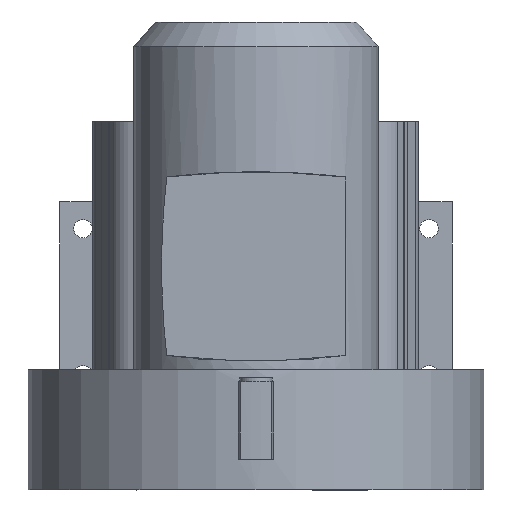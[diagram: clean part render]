
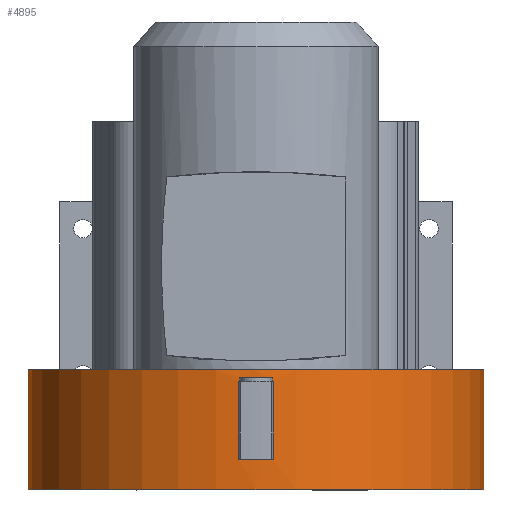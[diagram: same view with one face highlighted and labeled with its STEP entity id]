
A CAD part, front view. The second image highlights one B-rep face of the part: STEP entity #4895.
In plain terms, the highlighted cylindrical face has radius 148.2 mm (diameter 296.4 mm), a partial arc.
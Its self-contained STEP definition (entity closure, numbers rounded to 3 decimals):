
#18=CARTESIAN_POINT('',(0.,0.,
-20.));
#19=DIRECTION('',(0.,0.,1.));
#20=DIRECTION('',(-1.,0.,0.));
#21=AXIS2_PLACEMENT_3D('',#18,#19,#20);
#53=DIRECTION('',(0.,0.,-1.));
#54=VECTOR('',#53,78.1);
#55=CARTESIAN_POINT('',(148.2,0.,58.1));
#56=LINE('',#55,#54);
#266=CARTESIAN_POINT('',(0.,0.,
58.1));
#267=DIRECTION('',(0.,0.,1.));
#268=DIRECTION('',(-1.,0.,0.));
#269=AXIS2_PLACEMENT_3D('',#266,#267,#268);
#437=DIRECTION('',(0.,0.,-1.));
#438=VECTOR('',#437,78.1);
#439=CARTESIAN_POINT('',(-148.2,0.,
58.1));
#440=LINE('',#439,#438);
#441=CARTESIAN_POINT('',(0.,0.,
53.02));
#442=DIRECTION('',(0.,0.,1.));
#443=DIRECTION('',(-0.053,-0.999,0.));
#444=AXIS2_PLACEMENT_3D('',#441,#442,#443);
#446=DIRECTION('',(0.,0.,1.));
#447=VECTOR('',#446,2.5);
#448=CARTESIAN_POINT('',(-7.87,-147.991,50.52));
#449=LINE('',#448,#447);
#450=CARTESIAN_POINT('',(0.,0.,
50.52));
#451=DIRECTION('',(0.,0.,1.));
#452=DIRECTION('',(-0.077,-0.997,0.));
#453=AXIS2_PLACEMENT_3D('',#450,#451,#452);
#455=DIRECTION('',(0.,0.,1.));
#456=VECTOR('',#455,50.52);
#457=CARTESIAN_POINT('',(-11.392,-147.762,
0.));
#458=LINE('',#457,#456);
#459=CARTESIAN_POINT('',(0.,0.,
0.));
#460=DIRECTION('',(0.,0.,1.));
#461=DIRECTION('',(-0.077,-0.997,0.));
#462=AXIS2_PLACEMENT_3D('',#459,#460,#461);
#464=DIRECTION('',(0.,0.,1.));
#465=VECTOR('',#464,50.52);
#466=CARTESIAN_POINT('',(11.395,-147.761,0.));
#467=LINE('',#466,#465);
#468=CARTESIAN_POINT('',(0.,0.,
50.52));
#469=DIRECTION('',(0.,0.,1.));
#470=DIRECTION('',(0.053,-0.999,0.));
#471=AXIS2_PLACEMENT_3D('',#468,#469,#470);
#473=DIRECTION('',(0.,0.,1.));
#474=VECTOR('',#473,2.5);
#475=CARTESIAN_POINT('',(7.87,-147.991,50.52));
#476=LINE('',#475,#474);
#4524=CARTESIAN_POINT('',(-148.2,0.,
58.1));
#4525=CARTESIAN_POINT('',(148.2,0.,
58.1));
#4526=VERTEX_POINT('',#4524);
#4527=VERTEX_POINT('',#4525);
#4528=CARTESIAN_POINT('',(148.2,0.,
-20.));
#4529=CARTESIAN_POINT('',(-148.2,0.,
-20.));
#4530=VERTEX_POINT('',#4528);
#4531=VERTEX_POINT('',#4529);
#4584=CARTESIAN_POINT('',(-11.392,-147.762,
0.));
#4585=CARTESIAN_POINT('',(11.395,-147.761,
0.));
#4586=VERTEX_POINT('',#4584);
#4587=VERTEX_POINT('',#4585);
#4588=CARTESIAN_POINT('',(-11.392,-147.762,
50.52));
#4589=VERTEX_POINT('',#4588);
#4590=CARTESIAN_POINT('',(11.395,-147.761,50.52));
#4591=VERTEX_POINT('',#4590);
#4592=CARTESIAN_POINT('',(-7.87,-147.991,
53.02));
#4593=CARTESIAN_POINT('',(7.87,-147.991,53.02));
#4594=VERTEX_POINT('',#4592);
#4595=VERTEX_POINT('',#4593);
#4596=CARTESIAN_POINT('',(7.87,-147.991,50.52));
#4597=VERTEX_POINT('',#4596);
#4598=CARTESIAN_POINT('',(-7.87,-147.991,
50.52));
#4599=VERTEX_POINT('',#4598);
#4866=CARTESIAN_POINT('',(0.,0.,
58.1));
#4867=DIRECTION('',(0.,0.,1.));
#4868=DIRECTION('',(1.,0.,0.));
#4869=AXIS2_PLACEMENT_3D('',#4866,#4867,#4868);
#4870=CYLINDRICAL_SURFACE('',#4869,148.2);
#4871=ORIENTED_EDGE('',*,*,#4786,.T.);
#4872=ORIENTED_EDGE('',*,*,#4654,.T.);
#4873=ORIENTED_EDGE('',*,*,#4611,.F.);
#4874=ORIENTED_EDGE('',*,*,#4651,.F.);
#4875=EDGE_LOOP('',(#4871,#4872,#4873,#4874));
#4876=FACE_OUTER_BOUND('',#4875,.F.);
#4878=ORIENTED_EDGE('',*,*,#4877,.F.);
#4880=ORIENTED_EDGE('',*,*,#4879,.F.);
#4882=ORIENTED_EDGE('',*,*,#4881,.F.);
#4884=ORIENTED_EDGE('',*,*,#4883,.F.);
#4886=ORIENTED_EDGE('',*,*,#4885,.T.);
#4888=ORIENTED_EDGE('',*,*,#4887,.T.);
#4890=ORIENTED_EDGE('',*,*,#4889,.F.);
#4892=ORIENTED_EDGE('',*,*,#4891,.T.);
#4893=EDGE_LOOP('',(#4878,#4880,#4882,#4884,#4886,#4888,#4890,#4892));
#4894=FACE_BOUND('',#4893,.F.);
#4895=ADVANCED_FACE('',(#4876,#4894),#4870,.T.);
#22=CIRCLE('',#21,148.2);
#270=CIRCLE('',#269,148.2);
#445=CIRCLE('',#444,148.2);
#454=CIRCLE('',#453,148.2);
#463=CIRCLE('',#462,148.2);
#472=CIRCLE('',#471,148.2);
#4611=EDGE_CURVE('',#4531,#4530,#22,.T.);
#4651=EDGE_CURVE('',#4526,#4531,#440,.T.);
#4654=EDGE_CURVE('',#4527,#4530,#56,.T.);
#4786=EDGE_CURVE('',#4526,#4527,#270,.T.);
#4877=EDGE_CURVE('',#4594,#4595,#445,.T.);
#4879=EDGE_CURVE('',#4599,#4594,#449,.T.);
#4881=EDGE_CURVE('',#4589,#4599,#454,.T.);
#4883=EDGE_CURVE('',#4586,#4589,#458,.T.);
#4885=EDGE_CURVE('',#4586,#4587,#463,.T.);
#4887=EDGE_CURVE('',#4587,#4591,#467,.T.);
#4889=EDGE_CURVE('',#4597,#4591,#472,.T.);
#4891=EDGE_CURVE('',#4597,#4595,#476,.T.);
